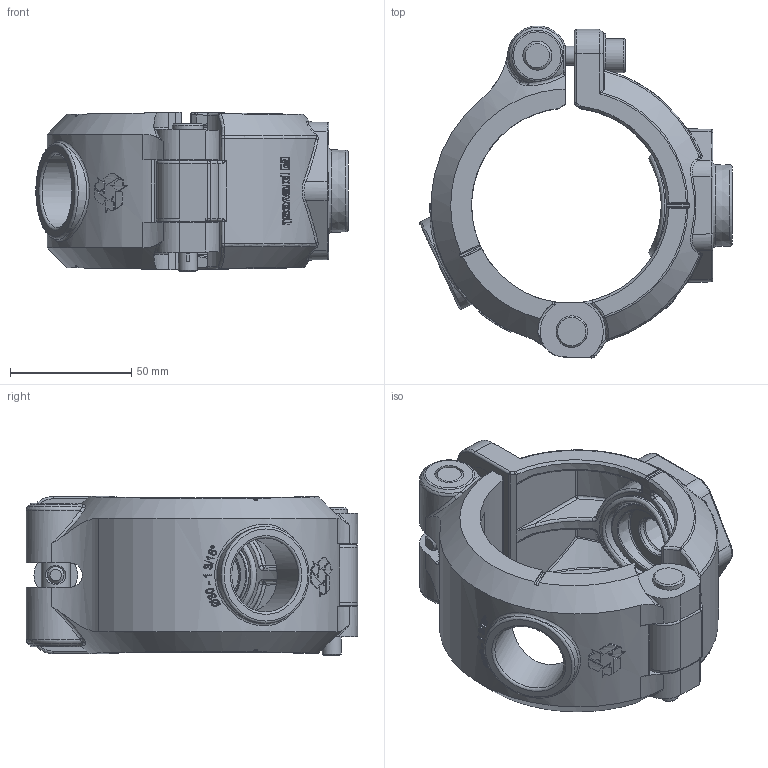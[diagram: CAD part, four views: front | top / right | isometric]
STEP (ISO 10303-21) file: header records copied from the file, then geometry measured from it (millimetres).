
FILE_DESCRIPTION(('STEP AP214'),'1');
FILE_NAME('PPS1 BFT8027.stp','2021-03-16T12:34:28',(' '),(' '),'Spatial InterOp 3D',' ',' ');
FILE_SCHEMA(('AUTOMOTIVE_DESIGN { 1 0 10303 214 1 1 1 1 }'));
Length unit declared in the file: metre
Products named in the file (1): 1615898037
Bounding box: 128.94 x 136.97 x 65.75 mm (x, y, z)
Volume: 265147.7 mm3; surface area: 77294.5 mm2
Topology: 1 solids, 1 shells, 1011 faces, 2665 edges, 1659 vertices
Faces by surface type: extrusion 263, plane 256, bspline 215, cylinder 180, torus 36, sphere 36, cone 25
Full cylindrical faces by diameter (mm): 6.75 x1, 7.8 x3, 8 x1, 8.5 x1, 12 x3, 13 x1, 14 x1, 16 x1, 18 x1, 30.5 x1, 36 x1
Entity records: 68478 total; most frequent: CARTESIAN_POINT 38446, ORIENTED_EDGE 5090, DIRECTION 3517, EDGE_CURVE 2545, VERTEX_POINT 1630, B_SPLINE_CURVE_WITH_KNOTS 1313, AXIS2_PLACEMENT_3D 1241, EDGE_LOOP 1117
